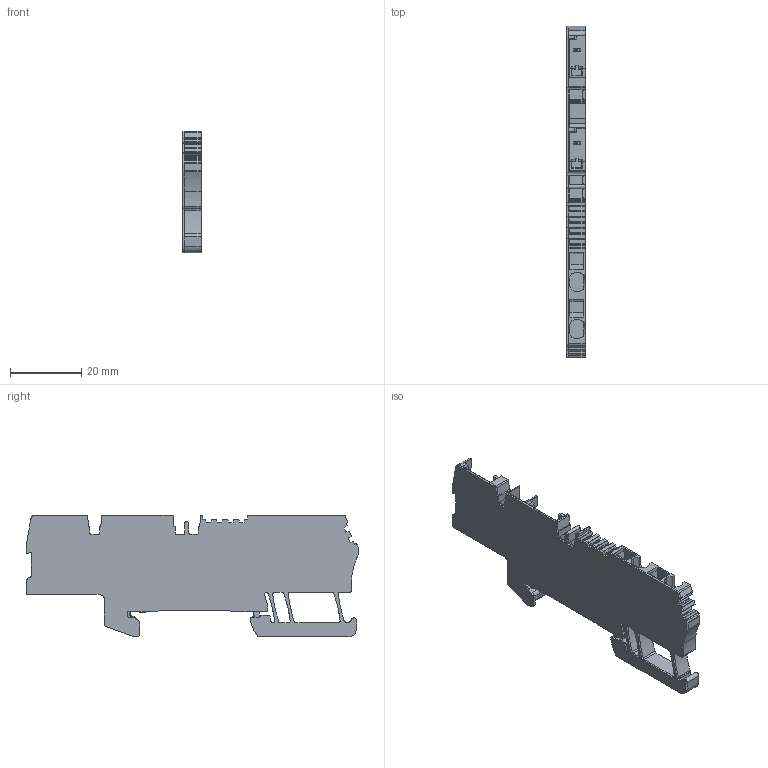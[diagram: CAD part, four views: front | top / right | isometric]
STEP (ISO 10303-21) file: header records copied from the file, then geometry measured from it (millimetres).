
FILE_DESCRIPTION(('CATIA V5R22 STEP214','CAx-IF Rec.Pracs.--- Model Styling and Organization---1.4--- 2014-01-23'),'2;1');
FILE_NAME ('022641-3_0', '2021-04-13T04:55:01+00:00', ('Weidmueller Interface'), ('Weidmueller'), 'CATIA Version 5-6 Release 2016 SP3 HF44', 'CATIA V5 STEP AP214', 'none');
FILE_SCHEMA(('AUTOMOTIVE_DESIGN { 1 0 10303 214 1 1 1 1 }'));
Length unit declared in the file: millimetre
Products named in the file (1): ZTPE_2.5-4AN-2_AllCATPart
Bounding box: 5.1 x 93 x 34.05 mm (x, y, z)
Volume: 9701.7 mm3; surface area: 12748.3 mm2
Topology: 8 solids, 9 shells, 716 faces, 2070 edges, 1377 vertices
Faces by surface type: plane 450, cylinder 250, torus 15, extrusion 1
Entity records: 23063 total; most frequent: CARTESIAN_POINT 4807, ORIENTED_EDGE 4140, DIRECTION 3171, EDGE_CURVE 2070, VECTOR 1489, LINE 1488, VERTEX_POINT 1377, AXIS2_PLACEMENT_3D 1063
